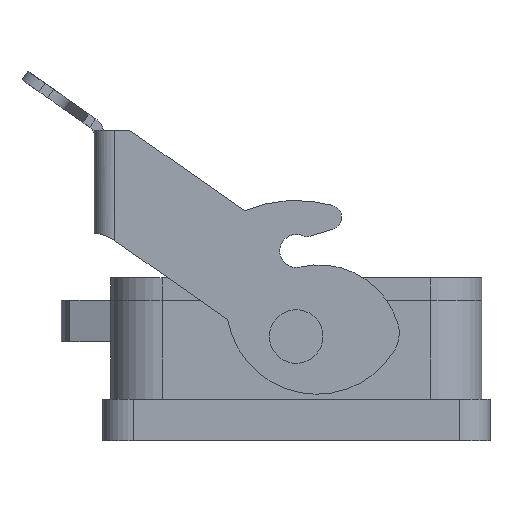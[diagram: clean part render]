
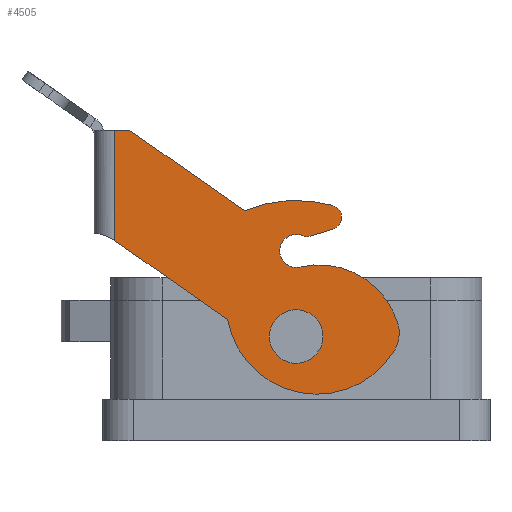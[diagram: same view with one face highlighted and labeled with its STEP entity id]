
A CAD part, front view. The second image highlights one B-rep face of the part: STEP entity #4505.
In plain terms, the highlighted planar face has unit normal (0, -1, 0).
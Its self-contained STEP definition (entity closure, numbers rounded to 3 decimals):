
#3866=AXIS2_PLACEMENT_3D('Circle Axis2P3D',#3864,#3865,$) ;
#3890=AXIS2_PLACEMENT_3D('Circle Axis2P3D',#3888,#3889,$) ;
#3938=AXIS2_PLACEMENT_3D('Circle Axis2P3D',#3936,#3937,$) ;
#3962=AXIS2_PLACEMENT_3D('Circle Axis2P3D',#3960,#3961,$) ;
#3986=AXIS2_PLACEMENT_3D('Circle Axis2P3D',#3984,#3985,$) ;
#4010=AXIS2_PLACEMENT_3D('Circle Axis2P3D',#4008,#4009,$) ;
#4034=AXIS2_PLACEMENT_3D('Circle Axis2P3D',#4032,#4033,$) ;
#4058=AXIS2_PLACEMENT_3D('Circle Axis2P3D',#4056,#4057,$) ;
#4465=AXIS2_PLACEMENT_3D('Plane Axis2P3D',#4462,#4463,#4464) ;
#4489=AXIS2_PLACEMENT_3D('Circle Axis2P3D',#4487,#4488,$) ;
#4498=AXIS2_PLACEMENT_3D('Circle Axis2P3D',#4496,#4497,$) ;
#3809=CARTESIAN_POINT('Line Origine',(24.32,11.,75.25)) ;
#3813=CARTESIAN_POINT('Vertex',(22.5,11.,75.25)) ;
#3815=CARTESIAN_POINT('Vertex',(26.139,11.,75.25)) ;
#3840=CARTESIAN_POINT('Line Origine',(40.047,11.,65.511)) ;
#3844=CARTESIAN_POINT('Vertex',(53.955,11.,55.773)) ;
#3864=CARTESIAN_POINT('Axis2P3D Location',(66.5,11.,25.25)) ;
#3868=CARTESIAN_POINT('Vertex',(75.3,11.,57.055)) ;
#3888=CARTESIAN_POINT('Axis2P3D Location',(74.5,11.,54.164)) ;
#3892=CARTESIAN_POINT('Vertex',(75.402,11.,51.303)) ;
#3912=CARTESIAN_POINT('Line Origine',(72.641,11.,50.432)) ;
#3916=CARTESIAN_POINT('Vertex',(69.879,11.,49.561)) ;
#3936=CARTESIAN_POINT('Axis2P3D Location',(69.127,11.,51.945)) ;
#3940=CARTESIAN_POINT('Vertex',(68.117,11.,49.659)) ;
#3960=CARTESIAN_POINT('Axis2P3D Location',(66.5,11.,46.)) ;
#3964=CARTESIAN_POINT('Vertex',(65.585,11.,49.894)) ;
#3984=CARTESIAN_POINT('Axis2P3D Location',(66.5,11.,46.)) ;
#3988=CARTESIAN_POINT('Vertex',(67.415,11.,42.106)) ;
#4008=CARTESIAN_POINT('Axis2P3D Location',(71.992,11.,22.637)) ;
#4012=CARTESIAN_POINT('Vertex',(91.172,11.,28.307)) ;
#4032=CARTESIAN_POINT('Axis2P3D Location',(83.5,11.,26.039)) ;
#4036=CARTESIAN_POINT('Vertex',(90.357,11.,21.918)) ;
#4056=CARTESIAN_POINT('Axis2P3D Location',(71.5,11.,33.25)) ;
#4060=CARTESIAN_POINT('Vertex',(49.848,11.,29.35)) ;
#4080=CARTESIAN_POINT('Line Origine',(36.174,11.,38.925)) ;
#4084=CARTESIAN_POINT('Vertex',(22.5,11.,48.499)) ;
#4462=CARTESIAN_POINT('Axis2P3D Location',(66.5,11.,25.25)) ;
#4467=CARTESIAN_POINT('Line Origine',(22.5,11.,61.875)) ;
#4487=CARTESIAN_POINT('Axis2P3D Location',(66.5,11.,25.25)) ;
#4491=CARTESIAN_POINT('Vertex',(60.796,11.,28.366)) ;
#4493=CARTESIAN_POINT('Vertex',(72.204,11.,22.134)) ;
#4496=CARTESIAN_POINT('Axis2P3D Location',(66.5,11.,25.25)) ;
#3810=DIRECTION('Vector Direction',(1.,0.,0.)) ;
#3841=DIRECTION('Vector Direction',(0.819,0.,-0.574)) ;
#3865=DIRECTION('Axis2P3D Direction',(0.,1.,0.)) ;
#3889=DIRECTION('Axis2P3D Direction',(0.,1.,0.)) ;
#3913=DIRECTION('Vector Direction',(0.954,0.,0.301)) ;
#3937=DIRECTION('Axis2P3D Direction',(0.,1.,0.)) ;
#3961=DIRECTION('Axis2P3D Direction',(0.,1.,0.)) ;
#3985=DIRECTION('Axis2P3D Direction',(0.,1.,0.)) ;
#4009=DIRECTION('Axis2P3D Direction',(0.,1.,0.)) ;
#4033=DIRECTION('Axis2P3D Direction',(0.,1.,0.)) ;
#4057=DIRECTION('Axis2P3D Direction',(0.,1.,0.)) ;
#4081=DIRECTION('Vector Direction',(0.819,0.,-0.574)) ;
#4463=DIRECTION('Axis2P3D Direction',(0.,1.,0.)) ;
#4464=DIRECTION('Axis2P3D XDirection',(-1.,0.,0.)) ;
#4468=DIRECTION('Vector Direction',(0.,0.,1.)) ;
#4488=DIRECTION('Axis2P3D Direction',(0.,1.,0.)) ;
#4497=DIRECTION('Axis2P3D Direction',(0.,1.,0.)) ;
#3811=VECTOR('Line Direction',#3810,1.) ;
#3842=VECTOR('Line Direction',#3841,1.) ;
#3914=VECTOR('Line Direction',#3913,1.) ;
#4082=VECTOR('Line Direction',#4081,1.) ;
#4469=VECTOR('Line Direction',#4468,1.) ;
#4473=ORIENTED_EDGE('',*,*,#4471,.F.) ;
#4474=ORIENTED_EDGE('',*,*,#4086,.F.) ;
#4475=ORIENTED_EDGE('',*,*,#4062,.F.) ;
#4476=ORIENTED_EDGE('',*,*,#4038,.F.) ;
#4477=ORIENTED_EDGE('',*,*,#4014,.F.) ;
#4478=ORIENTED_EDGE('',*,*,#3990,.F.) ;
#4479=ORIENTED_EDGE('',*,*,#3966,.F.) ;
#4480=ORIENTED_EDGE('',*,*,#3942,.F.) ;
#4481=ORIENTED_EDGE('',*,*,#3918,.F.) ;
#4482=ORIENTED_EDGE('',*,*,#3894,.F.) ;
#4483=ORIENTED_EDGE('',*,*,#3870,.F.) ;
#4484=ORIENTED_EDGE('',*,*,#3846,.F.) ;
#4485=ORIENTED_EDGE('',*,*,#3817,.F.) ;
#4502=ORIENTED_EDGE('',*,*,#4495,.T.) ;
#4503=ORIENTED_EDGE('',*,*,#4500,.T.) ;
#4504=FACE_BOUND('',#4501,.T.) ;
#4505=ADVANCED_FACE('Housing',(#4486,#4504),#4466,.F.) ;
#3867=CIRCLE('generated circle',#3866,33.) ;
#3891=CIRCLE('generated circle',#3890,3.) ;
#3939=CIRCLE('generated circle',#3938,2.5) ;
#3963=CIRCLE('generated circle',#3962,4.) ;
#3987=CIRCLE('generated circle',#3986,4.) ;
#4011=CIRCLE('generated circle',#4010,20.) ;
#4035=CIRCLE('generated circle',#4034,8.) ;
#4059=CIRCLE('generated circle',#4058,22.) ;
#4490=CIRCLE('generated circle',#4489,6.5) ;
#4499=CIRCLE('generated circle',#4498,6.5) ;
#3817=EDGE_CURVE('',#3814,#3816,#3812,.T.) ;
#3846=EDGE_CURVE('',#3816,#3845,#3843,.T.) ;
#3870=EDGE_CURVE('',#3845,#3869,#3867,.T.) ;
#3894=EDGE_CURVE('',#3869,#3893,#3891,.T.) ;
#3918=EDGE_CURVE('',#3893,#3917,#3915,.F.) ;
#3942=EDGE_CURVE('',#3917,#3941,#3939,.T.) ;
#3966=EDGE_CURVE('',#3941,#3965,#3963,.F.) ;
#3990=EDGE_CURVE('',#3965,#3989,#3987,.F.) ;
#4014=EDGE_CURVE('',#3989,#4013,#4011,.T.) ;
#4038=EDGE_CURVE('',#4013,#4037,#4035,.T.) ;
#4062=EDGE_CURVE('',#4037,#4061,#4059,.T.) ;
#4086=EDGE_CURVE('',#4061,#4085,#4083,.F.) ;
#4471=EDGE_CURVE('',#4085,#3814,#4470,.T.) ;
#4495=EDGE_CURVE('',#4492,#4494,#4490,.T.) ;
#4500=EDGE_CURVE('',#4494,#4492,#4499,.T.) ;
#4472=EDGE_LOOP('',(#4473,#4474,#4475,#4476,#4477,#4478,#4479,#4480,#4481,#4482,#4483,#4484,#4485)) ;
#4501=EDGE_LOOP('',(#4502,#4503)) ;
#4486=FACE_OUTER_BOUND('',#4472,.T.) ;
#3812=LINE('Line',#3809,#3811) ;
#3843=LINE('Line',#3840,#3842) ;
#3915=LINE('Line',#3912,#3914) ;
#4083=LINE('Line',#4080,#4082) ;
#4470=LINE('Line',#4467,#4469) ;
#4466=PLANE('',#4465) ;
#3814=VERTEX_POINT('',#3813) ;
#3816=VERTEX_POINT('',#3815) ;
#3845=VERTEX_POINT('',#3844) ;
#3869=VERTEX_POINT('',#3868) ;
#3893=VERTEX_POINT('',#3892) ;
#3917=VERTEX_POINT('',#3916) ;
#3941=VERTEX_POINT('',#3940) ;
#3965=VERTEX_POINT('',#3964) ;
#3989=VERTEX_POINT('',#3988) ;
#4013=VERTEX_POINT('',#4012) ;
#4037=VERTEX_POINT('',#4036) ;
#4061=VERTEX_POINT('',#4060) ;
#4085=VERTEX_POINT('',#4084) ;
#4492=VERTEX_POINT('',#4491) ;
#4494=VERTEX_POINT('',#4493) ;
